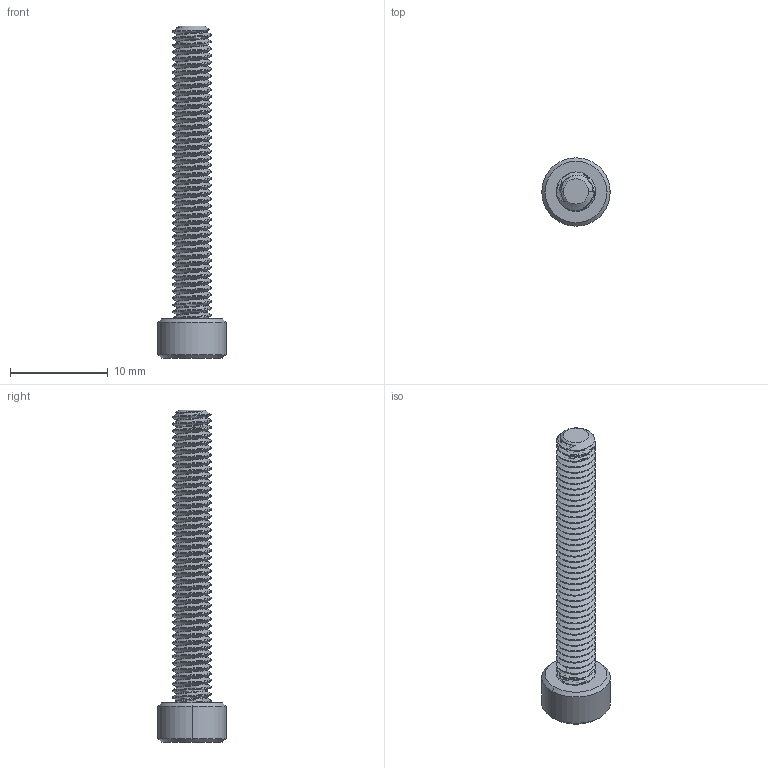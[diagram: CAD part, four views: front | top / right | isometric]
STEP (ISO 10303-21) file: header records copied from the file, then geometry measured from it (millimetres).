
FILE_DESCRIPTION (( 'STEP AP203' ), '1' );
FILE_NAME ('2800-0004-0030.STEP', '2017-04-04T18:13:33', ( '' ), ( '' ), 'SwSTEP 2.0', 'SolidWorks 2016', '' );
FILE_SCHEMA (( 'CONFIG_CONTROL_DESIGN' ));
Length unit declared in the file: millimetre
Products named in the file (1): 2800-0004-0030
Bounding box: 7 x 7 x 34 mm (x, y, z)
Volume: 431.3 mm3; surface area: 757.8 mm2
Topology: 1 solids, 1 shells, 200 faces, 571 edges, 375 vertices
Faces by surface type: cylinder 175, cone 13, plane 10, bspline 2
Entity records: 10413 total; most frequent: CARTESIAN_POINT 6161, ORIENTED_EDGE 1142, DIRECTION 638, EDGE_CURVE 571, VERTEX_POINT 375, AXIS2_PLACEMENT_3D 223, EDGE_LOOP 202, FACE_OUTER_BOUND 200
